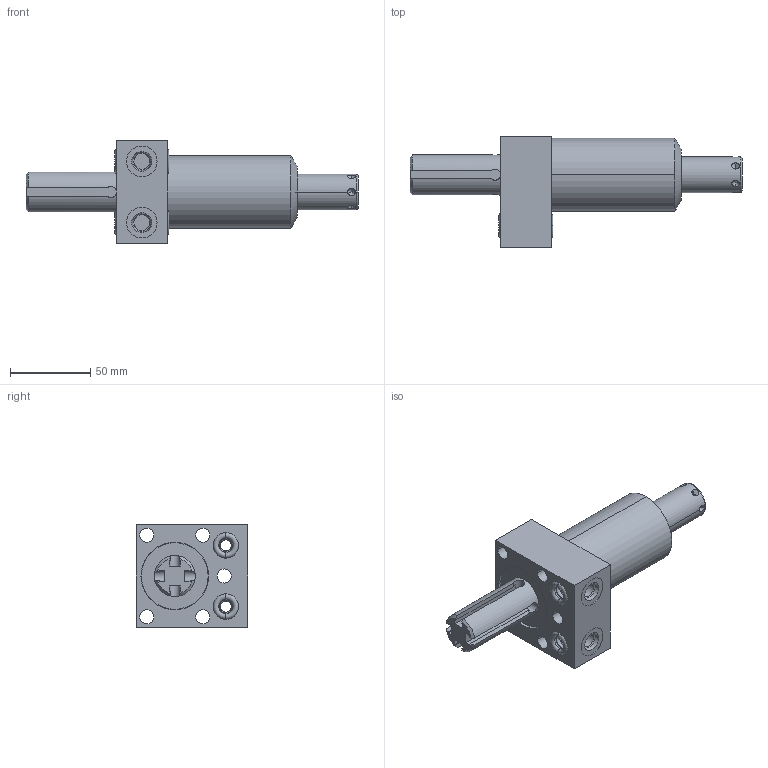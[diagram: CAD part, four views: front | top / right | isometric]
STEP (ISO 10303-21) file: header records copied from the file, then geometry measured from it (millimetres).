
FILE_DESCRIPTION((''),'2;1');
FILE_NAME('ILC14221301RPS','2020-07-04T',('jweaver'),(''),'PRO/ENGINEER BY PARAMETRIC TECHNOLOGY CORPORATION, 2013320','PRO/ENGINEER BY PARAMETRIC TECHNOLOGY CORPORATION, 2013320','');
FILE_SCHEMA(('AUTOMOTIVE_DESIGN { 1 0 10303 214 1 1 1 1 }'));
Length unit declared in the file: inch
Products named in the file (1): ILC14221301RPS
Bounding box: 206.55 x 69.09 x 63.5 mm (x, y, z)
Volume: 284113.6 mm3; surface area: 48220.3 mm2
Topology: 5 solids, 6 shells, 162 faces, 402 edges, 243 vertices
Faces by surface type: cylinder 52, plane 48, cone 44, torus 18
Entity records: 6712 total; most frequent: CARTESIAN_POINT 1171, DIRECTION 852, ORIENTED_EDGE 772, PRESENTATION_STYLE_ASSIGNMENT 423, STYLED_ITEM 394, CURVE_STYLE 388, EDGE_CURVE 388, AXIS2_PLACEMENT_3D 335
